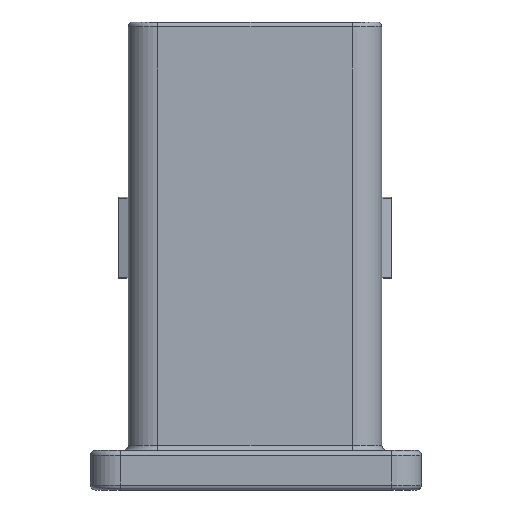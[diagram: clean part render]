
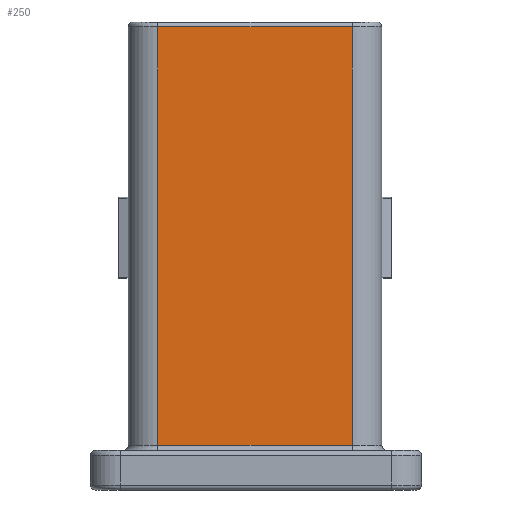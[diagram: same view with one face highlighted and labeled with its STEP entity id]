
A CAD part, left-side view. The second image highlights one B-rep face of the part: STEP entity #250.
In plain terms, the highlighted planar face has unit normal (-1, 0, 0).
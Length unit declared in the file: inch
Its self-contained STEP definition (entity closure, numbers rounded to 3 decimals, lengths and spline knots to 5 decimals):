
#183 = ORIENTED_EDGE ( 'NONE', *, *, #190, .T. ) ;
#188 = VERTEX_POINT ( 'NONE', #5920 ) ;
#189 = VERTEX_POINT ( 'NONE', #5995 ) ;
#190 = EDGE_CURVE ( 'NONE', #242, #189, #5992, .T. ) ;
#193 = EDGE_CURVE ( 'NONE', #189, #188, #5994, .T. ) ;
#234 = EDGE_LOOP ( 'NONE', ( #241, #237, #247, #183 ) ) ;
#236 = EDGE_CURVE ( 'NONE', #248, #242, #6059, .T. ) ;
#237 = ORIENTED_EDGE ( 'NONE', *, *, #249, .T. ) ;
#241 = ORIENTED_EDGE ( 'NONE', *, *, #193, .T. ) ;
#242 = VERTEX_POINT ( 'NONE', #6147 ) ;
#247 = ORIENTED_EDGE ( 'NONE', *, *, #236, .T. ) ;
#248 = VERTEX_POINT ( 'NONE', #6087 ) ;
#249 = EDGE_CURVE ( 'NONE', #188, #248, #6154, .T. ) ;
#250 = ADVANCED_FACE ( 'NONE', ( #6121 ), #6011, .T. ) ;
#5855 = DIRECTION ( 'NONE',  ( 0., 0., -1. ) ) ;
#5856 = VECTOR ( 'NONE', #5855, 39.37008 ) ;
#5861 = DIRECTION ( 'NONE',  ( 0., 1., 0. ) ) ;
#5862 = VECTOR ( 'NONE', #5861, 39.37008 ) ;
#5920 = CARTESIAN_POINT ( 'NONE',  ( -0.27578, 0.18678, -0.428 ) ) ;
#5991 = CARTESIAN_POINT ( 'NONE',  ( -0.27578, 0.18678, -0.005 ) ) ;
#5992 = LINE ( 'NONE', #5991, #5862 ) ;
#5993 = CARTESIAN_POINT ( 'NONE',  ( -0.27578, 0.18678, -0.433 ) ) ;
#5994 = LINE ( 'NONE', #5993, #5856 ) ;
#5995 = CARTESIAN_POINT ( 'NONE',  ( -0.27578, 0.18678, -0.005 ) ) ;
#6005 = DIRECTION ( 'NONE',  ( 0., 0., 1. ) ) ;
#6006 = DIRECTION ( 'NONE',  ( -1., 0., 0. ) ) ;
#6007 = AXIS2_PLACEMENT_3D ( 'NONE', #6155, #6006, #6005 ) ;
#6011 = PLANE ( 'NONE',  #6007 ) ;
#6059 = LINE ( 'NONE', #6118, #6117 ) ;
#6087 = CARTESIAN_POINT ( 'NONE',  ( -0.27578, -0.00978, -0.428 ) ) ;
#6116 = DIRECTION ( 'NONE',  ( 0., 0., 1. ) ) ;
#6117 = VECTOR ( 'NONE', #6116, 39.37008 ) ;
#6118 = CARTESIAN_POINT ( 'NONE',  ( -0.27578, -0.00978, -0.433 ) ) ;
#6121 = FACE_OUTER_BOUND ( 'NONE', #234, .T. ) ;
#6147 = CARTESIAN_POINT ( 'NONE',  ( -0.27578, -0.00978, -0.005 ) ) ;
#6151 = DIRECTION ( 'NONE',  ( 0., -1., 0. ) ) ;
#6152 = VECTOR ( 'NONE', #6151, 39.37008 ) ;
#6153 = CARTESIAN_POINT ( 'NONE',  ( -0.27578, -0.00978, -0.428 ) ) ;
#6154 = LINE ( 'NONE', #6153, #6152 ) ;
#6155 = CARTESIAN_POINT ( 'NONE',  ( -0.27578, -0.03978, -0.433 ) ) ;
